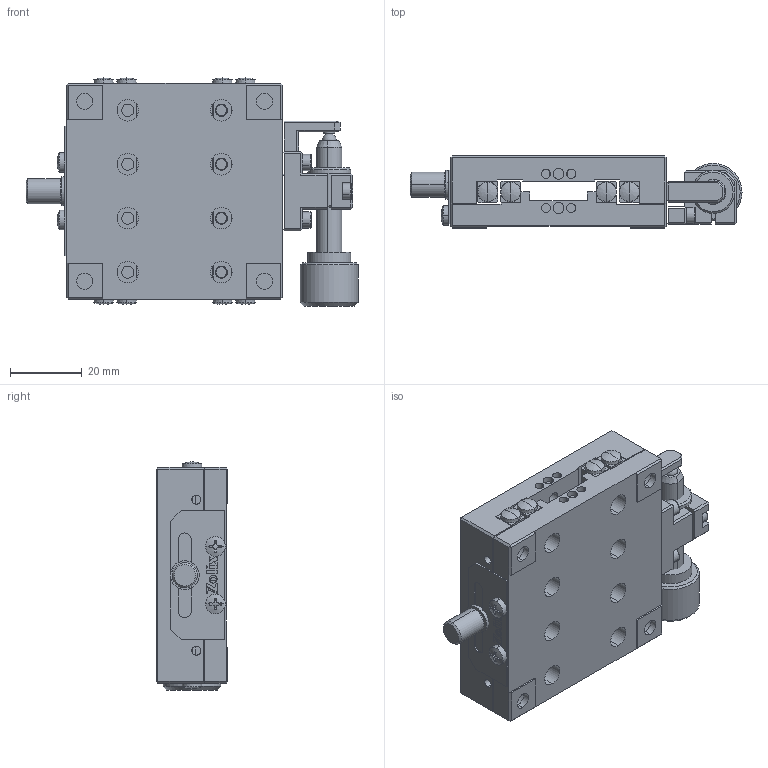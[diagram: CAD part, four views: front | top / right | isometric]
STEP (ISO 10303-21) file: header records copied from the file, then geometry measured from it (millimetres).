
FILE_DESCRIPTION (( 'STEP AP203' ), '1' );
FILE_NAME ('AK13-6020SL.step', '2019-05-08T06:24:17', ( '' ), ( '' ), 'SwSTEP 2.0', 'SolidWorks 2017', '' );
FILE_SCHEMA (( 'CONFIG_CONTROL_DESIGN' ));
Length unit declared in the file: millimetre
Products named in the file (1): AK13-6020SL
Bounding box: 92.3 x 20 x 63.43 mm (x, y, z)
Surface area: 31684.7 mm2 (no closed solid volume)
Topology: 0 solids, 33 shells, 670 faces, 2244 edges, 1517 vertices
Faces by surface type: plane 420, cylinder 146, cone 56, torus 26, bspline 16, sphere 6
Entity records: 24348 total; most frequent: CARTESIAN_POINT 4803, DIRECTION 4172, ORIENTED_EDGE 3611, EDGE_CURVE 2197, VERTEX_POINT 1514, LINE 1442, VECTOR 1442, AXIS2_PLACEMENT_3D 1365
